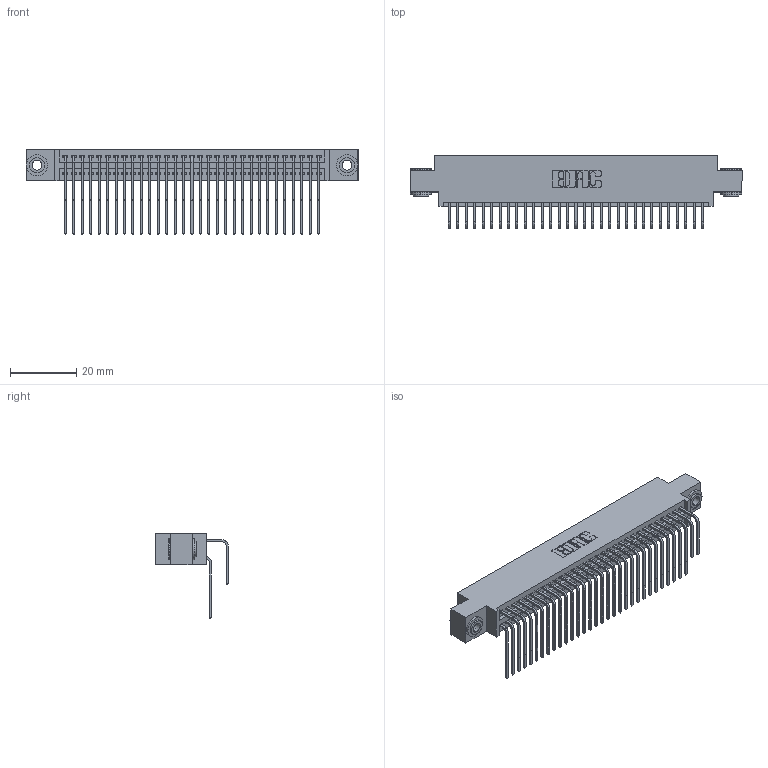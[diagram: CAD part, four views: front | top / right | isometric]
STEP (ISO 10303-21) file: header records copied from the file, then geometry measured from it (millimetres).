
FILE_DESCRIPTION (( 'STEP AP203' ), '1' );
FILE_NAME ('395-062-558-803.STEP', '2018-11-24T05:54:56', ( '' ), ( '' ), 'SwSTEP 2.0', 'SolidWorks 2016', '' );
FILE_SCHEMA (( 'CONFIG_CONTROL_DESIGN' ));
Length unit declared in the file: inch
Products named in the file (5): 345-250-002_345-250-002-102; 345-292-001_558 559 Tail - 1; 345 Part_0.170 Offset - 0.156 Dia-TH; 345-292-001_558 Tail - 2; 395-062-558-803
Assembly tree (65 placements, depth 2):
  395-062-558-803
    345 Part_0.170 Offset - 0.156 Dia-TH
    345-292-001_558 559 Tail - 1  x31
    345-292-001_558 Tail - 2  x31
    345-250-002_345-250-002-102  x2
Bounding box: 99.95 x 21.83 x 25.53 mm (x, y, z)
Volume: 9870.7 mm3; surface area: 16407.7 mm2
Topology: 65 solids, 65 shells, 3392 faces, 10039 edges, 6606 vertices
Faces by surface type: plane 2264, cylinder 1120, cone 8
Entity records: 28238 total; most frequent: CARTESIAN_POINT 4766, ORIENTED_EDGE 4642, DIRECTION 4219, EDGE_CURVE 2321, LINE 2001, VECTOR 2001, VERTEX_POINT 1542, AXIS2_PLACEMENT_3D 1109
